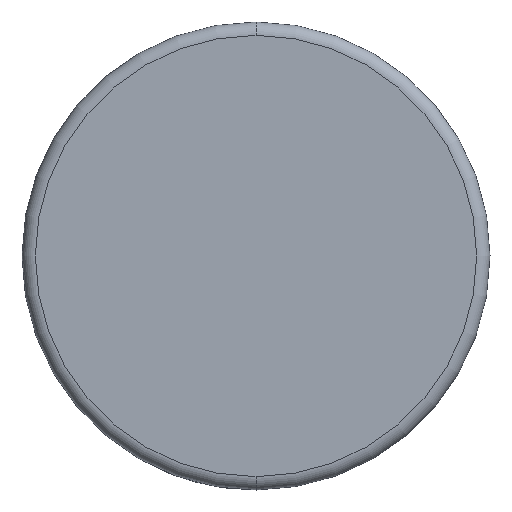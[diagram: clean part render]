
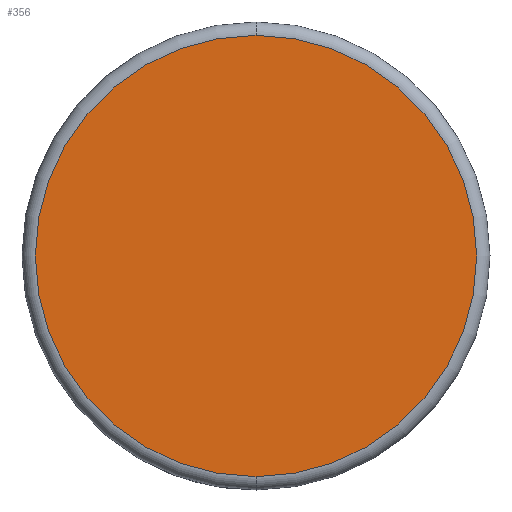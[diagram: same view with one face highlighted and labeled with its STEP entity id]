
A CAD part, front view. The second image highlights one B-rep face of the part: STEP entity #356.
In plain terms, the highlighted planar face has unit normal (0, -1, 0).
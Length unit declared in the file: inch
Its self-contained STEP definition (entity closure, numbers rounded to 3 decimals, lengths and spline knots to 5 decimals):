
#20 = FACE_OUTER_BOUND ( 'NONE', #35, .T. ) ;
#26 = EDGE_CURVE ( 'NONE', #96, #343, #414, .T. ) ;
#30 = AXIS2_PLACEMENT_3D ( 'NONE', #113, #388, #144 ) ;
#35 = EDGE_LOOP ( 'NONE', ( #333, #383 ) ) ;
#40 = DIRECTION ( 'NONE',  ( 0., -1., 0. ) ) ;
#76 = EDGE_CURVE ( 'NONE', #343, #96, #471, .T. ) ;
#94 = CARTESIAN_POINT ( 'NONE',  ( 0., 0., -1.65 ) ) ;
#96 = VERTEX_POINT ( 'NONE', #493 ) ;
#113 = CARTESIAN_POINT ( 'NONE',  ( 0., 0., 0. ) ) ;
#144 = DIRECTION ( 'NONE',  ( 0., 0., 1. ) ) ;
#157 = CARTESIAN_POINT ( 'NONE',  ( 0., 0., 0. ) ) ;
#200 = DIRECTION ( 'NONE',  ( 0., 0., 1. ) ) ;
#281 = PLANE ( 'NONE',  #455 ) ;
#319 = DIRECTION ( 'NONE',  ( 0., 1., 0. ) ) ;
#333 = ORIENTED_EDGE ( 'NONE', *, *, #26, .T. ) ;
#343 = VERTEX_POINT ( 'NONE', #94 ) ;
#356 = ADVANCED_FACE ( 'NONE', ( #20 ), #281, .F. ) ;
#383 = ORIENTED_EDGE ( 'NONE', *, *, #76, .T. ) ;
#388 = DIRECTION ( 'NONE',  ( 0., -1., 0. ) ) ;
#414 = CIRCLE ( 'NONE', #454, 1.65 ) ;
#454 = AXIS2_PLACEMENT_3D ( 'NONE', #476, #40, #500 ) ;
#455 = AXIS2_PLACEMENT_3D ( 'NONE', #157, #319, #200 ) ;
#471 = CIRCLE ( 'NONE', #30, 1.65 ) ;
#476 = CARTESIAN_POINT ( 'NONE',  ( 0., 0., 0. ) ) ;
#493 = CARTESIAN_POINT ( 'NONE',  ( 0., 0., 1.65 ) ) ;
#500 = DIRECTION ( 'NONE',  ( 0., 0., 1. ) ) ;
